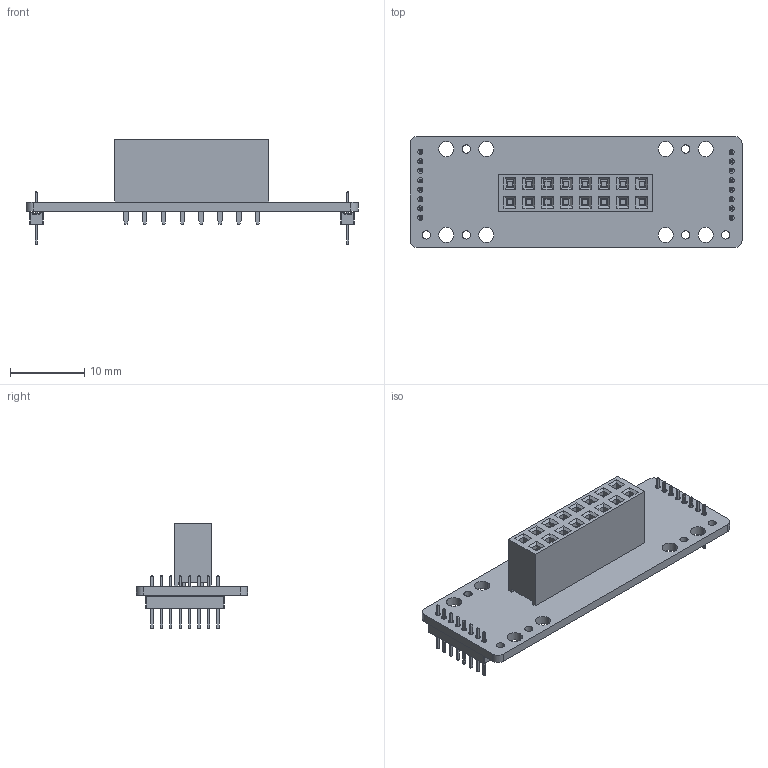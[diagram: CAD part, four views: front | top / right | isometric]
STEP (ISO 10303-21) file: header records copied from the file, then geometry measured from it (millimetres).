
FILE_DESCRIPTION (( 'STEP AP214' ), '1' );
FILE_NAME ('FrontBreakout_RevB.STEP', '2026-01-21T23:27:26', ( '' ), ( '' ), 'SwSTEP 2.0', 'SolidWorks 2026', '' );
FILE_SCHEMA (( 'AUTOMOTIVE_DESIGN' ));
Length unit declared in the file: millimetre
Products named in the file (1): FrontBreakout_RevB
Bounding box: 44.8 x 15 x 14.3 mm (x, y, z)
Volume: 1591.7 mm3; surface area: 3649.5 mm2
Topology: 4 solids, 4 shells, 952 faces, 2344 edges, 1464 vertices
Faces by surface type: plane 660, cylinder 140, bspline 128, sphere 16, torus 8
Entity records: 40118 total; most frequent: CARTESIAN_POINT 11425, ORIENTED_EDGE 4656, DIRECTION 3858, EDGE_CURVE 2328, VECTOR 1664, LINE 1664, VERTEX_POINT 1464, EDGE_LOOP 1124
